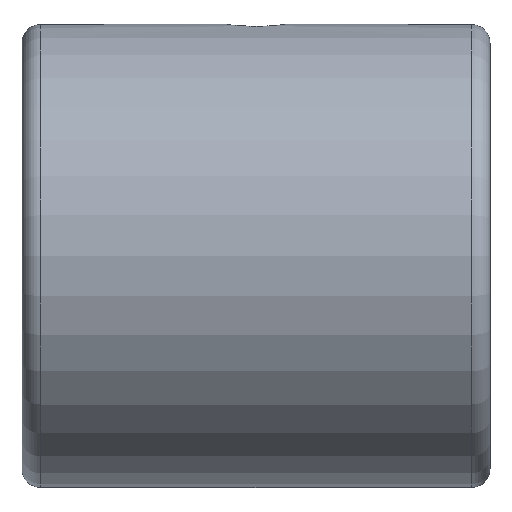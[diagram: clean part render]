
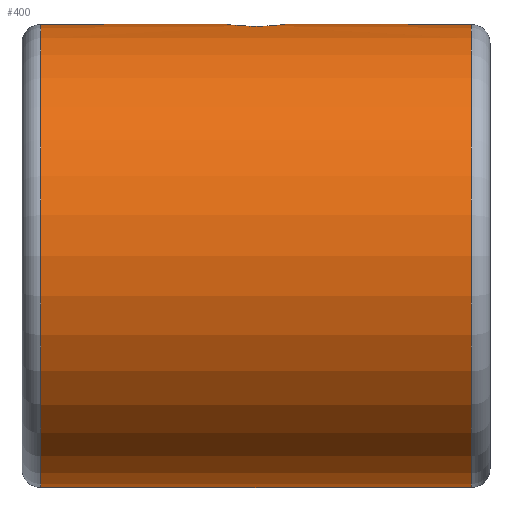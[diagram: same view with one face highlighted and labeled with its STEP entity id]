
A CAD part, top view. The second image highlights one B-rep face of the part: STEP entity #400.
In plain terms, the highlighted cylindrical face has radius 12.691 mm (diameter 25.382 mm), a partial arc.
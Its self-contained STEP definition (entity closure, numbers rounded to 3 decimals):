
#1=CARTESIAN_POINT('POINT1',(1.016,-12.691,
   0.));
#2=VERTEX_POINT('VERTEX1',#1);
#21=CARTESIAN_POINT('POINT4',(1.016,12.691,
   0.));
#22=VERTEX_POINT('VERTEX4',#21);
#47=CARTESIAN_POINT('POINT6',(24.638,-12.691,
   0.));
#48=VERTEX_POINT('VERTEX6',#47);
#56=CARTESIAN_POINT('POINT7',(24.638,12.691,
   0.));
#57=VERTEX_POINT('VERTEX7',#56);
#152=CARTESIAN_POINT('POS17',(24.638,0.,
   0.));
#153=DIRECTION('DIR33',(-1.,0.,0.));
#154=DIRECTION('DIR34',(0.,1.,0.));
#155=AXIS2_PLACEMENT_3D('AXIS17',#152,#153,#154);
#156=CIRCLE('ELLIPSE13',#155,12.691);
#157=EDGE_CURVE('EDGE15',#48,#57,#156,.T.);
#163=CARTESIAN_POINT('POS18',(1.016,0.,
   0.));
#164=DIRECTION('DIR35',(-1.,0.,0.));
#165=DIRECTION('DIR36',(0.,1.,0.));
#166=AXIS2_PLACEMENT_3D('AXIS18',#163,#164,#165);
#167=CIRCLE('ELLIPSE14',#166,12.691);
#168=EDGE_CURVE('EDGE16',#2,#22,#167,.T.);
#235=CARTESIAN_POINT('POINT17',(14.413,12.691,
   0.));
#236=VERTEX_POINT('VERTEX17',#235);
#237=CARTESIAN_POINT('POS25',(12.827,12.691,
   0.));
#238=DIRECTION('DIR49',(-1.,0.,0.));
#239=VECTOR('VEC1',#238,1.);
#240=LINE('STRAIGHT1',#237,#239);
#241=EDGE_CURVE('EDGE23',#57,#236,#240,.T.);
#244=CARTESIAN_POINT('POS26',(12.827,-12.691,
   0.));
#245=DIRECTION('DIR50',(1.,0.,0.));
#246=VECTOR('VEC2',#245,1.);
#247=LINE('STRAIGHT2',#244,#246);
#248=EDGE_CURVE('EDGE24',#2,#48,#247,.T.);
#251=CARTESIAN_POINT('POINT18',(11.238,12.691,
   0.));
#252=VERTEX_POINT('VERTEX18',#251);
#253=CARTESIAN_POINT('POS27',(12.827,12.691,
   0.));
#254=DIRECTION('DIR51',(-1.,0.,0.));
#255=VECTOR('VEC3',#254,1.);
#256=LINE('STRAIGHT3',#253,#255);
#257=EDGE_CURVE('EDGE25',#252,#22,#256,.T.);
#298=CARTESIAN_POINT('POS28',(12.827,0.,
   0.));
#299=DIRECTION('DIR52',(-1.,0.,0.));
#300=DIRECTION('DIR53',(0.,1.,0.));
#301=AXIS2_PLACEMENT_3D('AXIS25',#298,#299,#300);
#302=CYLINDRICAL_SURFACE('CONE_SURF1',#301,12.691);
#349=ORIENTED_EDGE('COEDGE47',*,*,#241,.T.);
#350=CARTESIAN_POINT('POINT21',(12.826,12.591,
   1.588));
#351=VERTEX_POINT('VERTEX21',#350);
#352=B_SPLINE_CURVE_WITH_KNOTS('SPLINE_CRV2',3,(#353,#354,#355,#356,#357
   ,#358,#359,#360,#361,#362,#363,#364,#365,#366,#367,#368,#369,#370),
   .UNSPECIFIED.,.F.,.F.,(4,2,2,2,2,2,2,2,4),(7.184,
   7.483,7.783,8.082,
   8.381,8.681,8.98,
   9.279,9.579),.UNSPECIFIED.);
#353=CARTESIAN_POINT('',(14.413,12.691,
   0.));
#354=CARTESIAN_POINT('',(14.413,12.691,
   0.1));
#355=CARTESIAN_POINT('',(14.404,12.69,
   0.203));
#356=CARTESIAN_POINT('',(14.364,12.685,
   0.408));
#357=CARTESIAN_POINT('',(14.333,12.681,
   0.51));
#358=CARTESIAN_POINT('',(14.252,12.672,
   0.706));
#359=CARTESIAN_POINT('',(14.202,12.666,
   0.799));
#360=CARTESIAN_POINT('',(14.085,12.654,
   0.973));
#361=CARTESIAN_POINT('',(14.019,12.648,
   1.052));
#362=CARTESIAN_POINT('',(13.878,12.635,
   1.193));
#363=CARTESIAN_POINT('',(13.799,12.629,
   1.259));
#364=CARTESIAN_POINT('',(13.625,12.616,
   1.376));
#365=CARTESIAN_POINT('',(13.532,12.611,
   1.426));
#366=CARTESIAN_POINT('',(13.336,12.601,
   1.507));
#367=CARTESIAN_POINT('',(13.234,12.598,
   1.538));
#368=CARTESIAN_POINT('',(13.029,12.593,
   1.578));
#369=CARTESIAN_POINT('',(12.926,12.591,
   1.588));
#370=CARTESIAN_POINT('',(12.826,12.591,
   1.588));
#371=EDGE_CURVE('EDGE31',#236,#351,#352,.T.);
#372=ORIENTED_EDGE('COEDGE48',*,*,#371,.T.);
#373=B_SPLINE_CURVE_WITH_KNOTS('SPLINE_CRV3',3,(#374,#375,#376,#377,#378
   ,#379,#380,#381,#382,#383,#384,#385,#386,#387,#388,#389,#390,#391),
   .UNSPECIFIED.,.F.,.F.,(4,2,2,2,2,2,2,2,4),(0.,
   0.299,0.599,0.898,
   1.197,1.497,1.796,
   2.095,2.395),.UNSPECIFIED.);
#374=CARTESIAN_POINT('',(12.826,12.591,
   1.588));
#375=CARTESIAN_POINT('',(12.726,12.591,
   1.588));
#376=CARTESIAN_POINT('',(12.623,12.593,
   1.578));
#377=CARTESIAN_POINT('',(12.418,12.598,
   1.538));
#378=CARTESIAN_POINT('',(12.316,12.601,
   1.507));
#379=CARTESIAN_POINT('',(12.12,12.611,
   1.426));
#380=CARTESIAN_POINT('',(12.027,12.616,
   1.376));
#381=CARTESIAN_POINT('',(11.853,12.629,
   1.259));
#382=CARTESIAN_POINT('',(11.774,12.635,
   1.193));
#383=CARTESIAN_POINT('',(11.633,12.648,
   1.052));
#384=CARTESIAN_POINT('',(11.567,12.654,
   0.973));
#385=CARTESIAN_POINT('',(11.45,12.666,
   0.799));
#386=CARTESIAN_POINT('',(11.4,12.672,
   0.706));
#387=CARTESIAN_POINT('',(11.319,12.681,
   0.51));
#388=CARTESIAN_POINT('',(11.288,12.685,
   0.408));
#389=CARTESIAN_POINT('',(11.248,12.69,
   0.203));
#390=CARTESIAN_POINT('',(11.238,12.691,
   0.1));
#391=CARTESIAN_POINT('',(11.238,12.691,
   0.));
#392=EDGE_CURVE('EDGE32',#351,#252,#373,.T.);
#393=ORIENTED_EDGE('COEDGE49',*,*,#392,.T.);
#394=ORIENTED_EDGE('COEDGE50',*,*,#257,.T.);
#395=ORIENTED_EDGE('COEDGE51',*,*,#168,.F.);
#396=ORIENTED_EDGE('COEDGE52',*,*,#248,.T.);
#397=ORIENTED_EDGE('COEDGE53',*,*,#157,.T.);
#398=EDGE_LOOP('NONE',(#349,#372,#393,#394,#395,#396,#397));
#399=FACE_BOUND('LOOP1',#398,.T.);
#400=ADVANCED_FACE('FACE12',(#399),#302,.T.);
